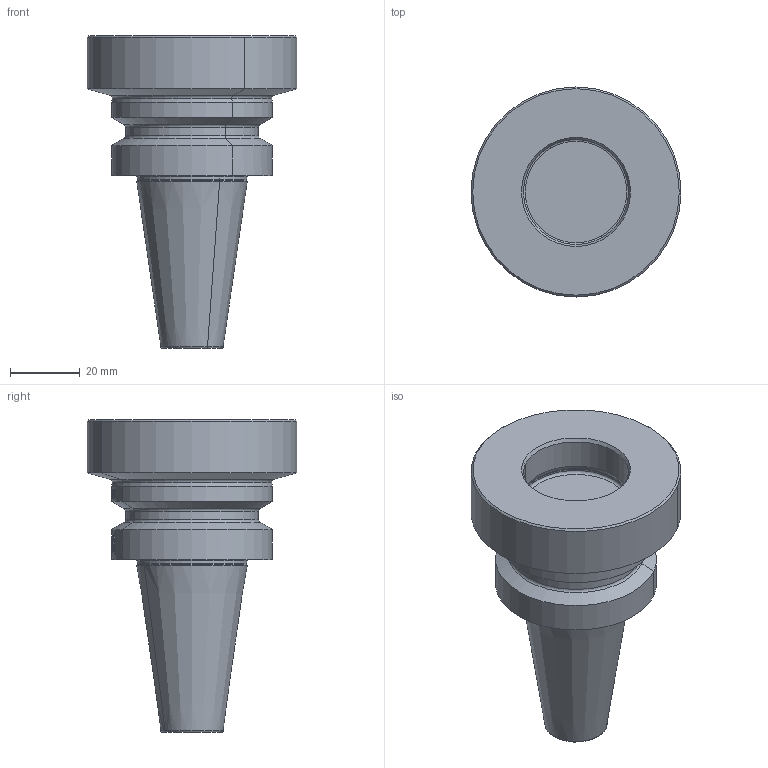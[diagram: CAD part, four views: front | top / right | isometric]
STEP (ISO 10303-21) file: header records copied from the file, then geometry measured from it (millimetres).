
FILE_DESCRIPTION((''),'2;1');
FILE_NAME('606355634-000-00-ED1-DEX','2014-10-13T',('brunnert'),(''),'PRO/ENGINEER BY PARAMETRIC TECHNOLOGY CORPORATION, 2011220','PRO/ENGINEER BY PARAMETRIC TECHNOLOGY CORPORATION, 2011220','');
FILE_SCHEMA(('AUTOMOTIVE_DESIGN_CC2 { 1 2 10303 214 -1 1 5 2 }'));
Length unit declared in the file: millimetre
Products named in the file (1): 606355634-000-00-ED1-DEX
Bounding box: 60 x 60 x 89.4 mm (x, y, z)
Volume: 98178.1 mm3; surface area: 16758.5 mm2
Topology: 1 solids, 1 shells, 559 faces, 1551 edges, 1020 vertices
Faces by surface type: plane 474, cylinder 40, cone 20, torus 18, extrusion 7
Entity records: 23028 total; most frequent: CARTESIAN_POINT 5236, ORIENTED_EDGE 3100, DIRECTION 2042, PRESENTATION_STYLE_ASSIGNMENT 1569, STYLED_ITEM 1555, CURVE_STYLE 1554, EDGE_CURVE 1550, VERTEX_POINT 1018
